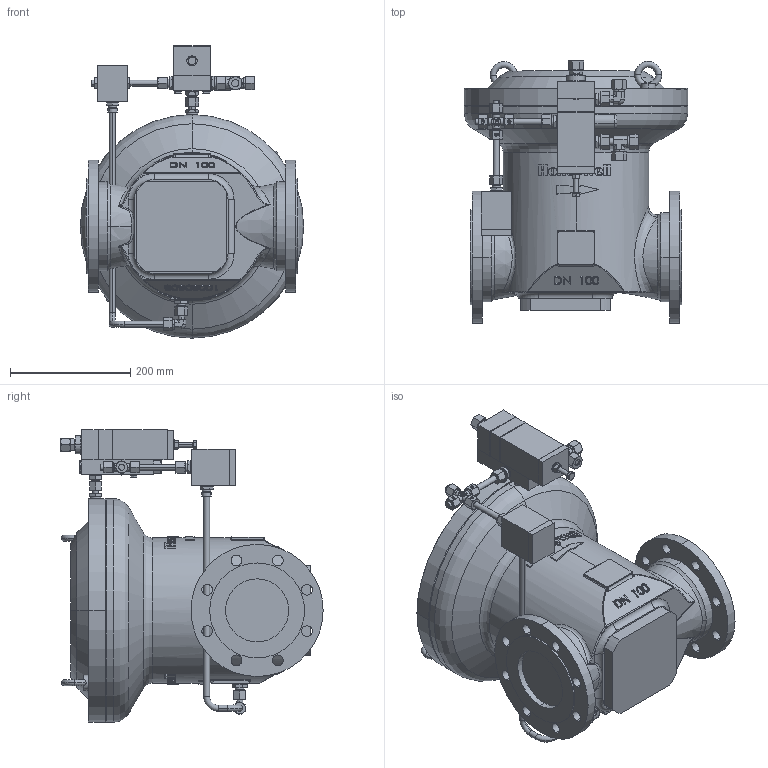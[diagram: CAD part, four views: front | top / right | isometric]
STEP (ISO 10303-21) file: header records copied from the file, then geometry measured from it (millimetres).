
FILE_DESCRIPTION (( 'STEP AP214' ), '1' );
FILE_NAME ('RMG402_DN100_PN16_0_630-1_LR-So.STEP', '2020-04-06T12:51:38', ( '' ), ( '' ), 'SwSTEP 2.0', 'SolidWorks 2017', '' );
FILE_SCHEMA (( 'AUTOMOTIVE_DESIGN' ));
Length unit declared in the file: millimetre
Products named in the file (1): RMG402_DN100_PN16_0_630-1_LR-So
Bounding box: 372 x 436.8 x 486.67 mm (x, y, z)
Volume: 26070478.3 mm3; surface area: 822003.6 mm2
Topology: 1 solids, 1 shells, 1648 faces, 4038 edges, 2512 vertices
Faces by surface type: plane 625, cone 374, cylinder 299, bspline 297, torus 45, sphere 8
Entity records: 69293 total; most frequent: CARTESIAN_POINT 30038, ORIENTED_EDGE 8060, DIRECTION 6526, EDGE_CURVE 4030, VERTEX_POINT 2512, AXIS2_PLACEMENT_3D 2511, EDGE_LOOP 1816, ADVANCED_FACE 1648
